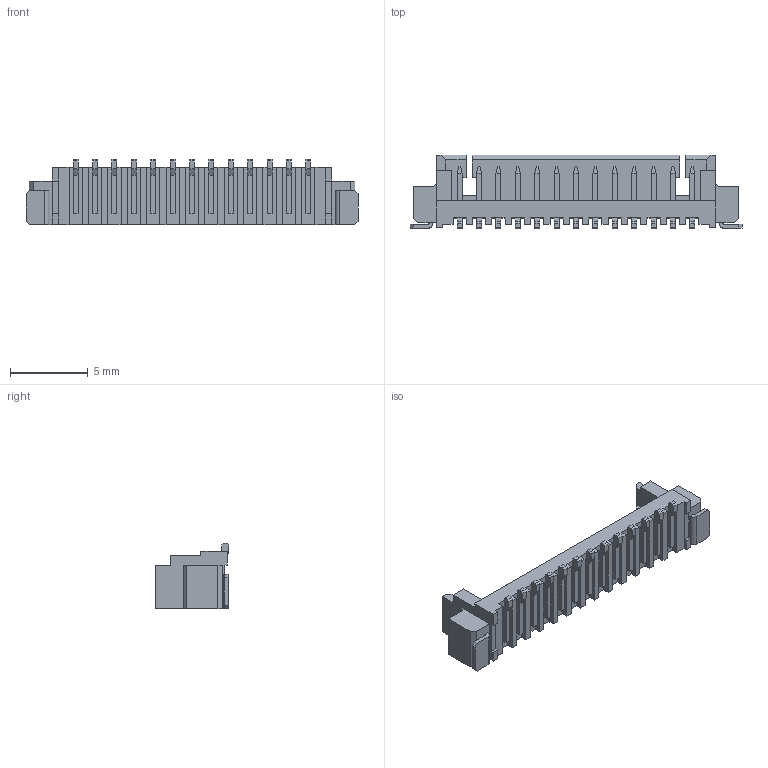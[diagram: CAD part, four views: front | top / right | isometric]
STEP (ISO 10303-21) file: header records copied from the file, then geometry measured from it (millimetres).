
FILE_DESCRIPTION((''),'2;1');
FILE_NAME('533981371','2018-12-31T',('gga'),(''),'PRO/ENGINEER BY PARAMETRIC TECHNOLOGY CORPORATION, 2016010','PRO/ENGINEER BY PARAMETRIC TECHNOLOGY CORPORATION, 2016010','');
FILE_SCHEMA(('CONFIG_CONTROL_DESIGN'));
Length unit declared in the file: millimetre
Products named in the file (1): 533981371
Bounding box: 21.4 x 4.75 x 4.2 mm (x, y, z)
Volume: 140.8 mm3; surface area: 559.5 mm2
Topology: 1 solids, 3 shells, 527 faces, 1428 edges, 954 vertices
Faces by surface type: plane 519, cylinder 8
Entity records: 16066 total; most frequent: CARTESIAN_POINT 2844, ORIENTED_EDGE 2722, DIRECTION 2494, VECTOR 1410, LINE 1410, EDGE_CURVE 1361, VERTEX_POINT 880, EDGE_LOOP 567
